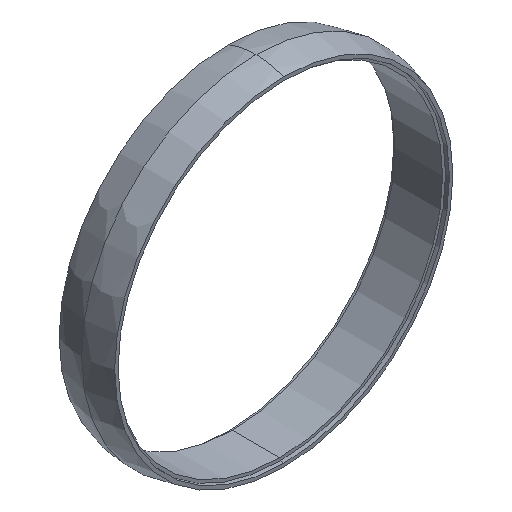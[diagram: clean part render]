
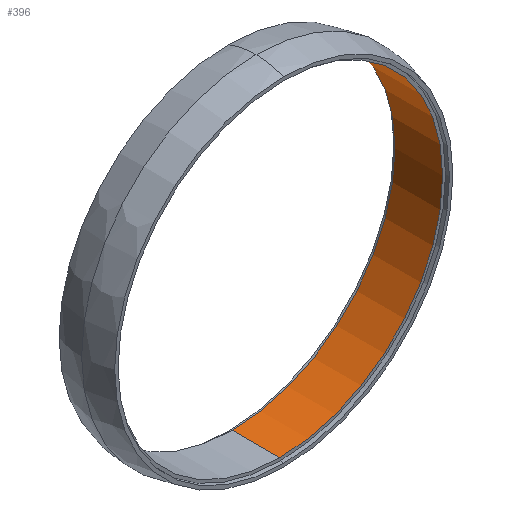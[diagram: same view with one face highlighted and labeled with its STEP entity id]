
A CAD part, isometric view. The second image highlights one B-rep face of the part: STEP entity #396.
In plain terms, the highlighted cylindrical face has radius 71.12 mm (diameter 142.24 mm), a partial arc.
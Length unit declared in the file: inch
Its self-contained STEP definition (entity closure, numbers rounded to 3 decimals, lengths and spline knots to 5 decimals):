
#4 = CARTESIAN_POINT ( 'NONE',  ( 0., 0., 0. ) ) ;
#20 = CARTESIAN_POINT ( 'NONE',  ( 0., 0.41, -2.8 ) ) ;
#30 = ORIENTED_EDGE ( 'NONE', *, *, #85, .T. ) ;
#33 = DIRECTION ( 'NONE',  ( 0., 1., 0. ) ) ;
#39 = DIRECTION ( 'NONE',  ( 0., 0., 1. ) ) ;
#40 = DIRECTION ( 'NONE',  ( 0., 1., 0. ) ) ;
#41 = VERTEX_POINT ( 'NONE', #20 ) ;
#45 = VECTOR ( 'NONE', #207, 39.37008 ) ;
#66 = CARTESIAN_POINT ( 'NONE',  ( 0., -0.41, 2.8 ) ) ;
#85 = EDGE_CURVE ( 'NONE', #208, #382, #488, .T. ) ;
#99 = ORIENTED_EDGE ( 'NONE', *, *, #350, .F. ) ;
#121 = CIRCLE ( 'NONE', #154, 2.8 ) ;
#125 = AXIS2_PLACEMENT_3D ( 'NONE', #4, #40, #39 ) ;
#146 = DIRECTION ( 'NONE',  ( 0., 0., 1. ) ) ;
#154 = AXIS2_PLACEMENT_3D ( 'NONE', #165, #440, #481 ) ;
#165 = CARTESIAN_POINT ( 'NONE',  ( 0., 0.41, 0. ) ) ;
#172 = CYLINDRICAL_SURFACE ( 'NONE', #125, 2.8 ) ;
#181 = FACE_OUTER_BOUND ( 'NONE', #216, .T. ) ;
#207 = DIRECTION ( 'NONE',  ( 0., 1., 0. ) ) ;
#208 = VERTEX_POINT ( 'NONE', #66 ) ;
#216 = EDGE_LOOP ( 'NONE', ( #99, #422, #30, #218 ) ) ;
#218 = ORIENTED_EDGE ( 'NONE', *, *, #509, .T. ) ;
#273 = AXIS2_PLACEMENT_3D ( 'NONE', #284, #377, #146 ) ;
#280 = EDGE_CURVE ( 'NONE', #208, #356, #456, .T. ) ;
#284 = CARTESIAN_POINT ( 'NONE',  ( 0., -0.41, 0. ) ) ;
#286 = LINE ( 'NONE', #505, #310 ) ;
#301 = CARTESIAN_POINT ( 'NONE',  ( 0., -0.41, -2.8 ) ) ;
#310 = VECTOR ( 'NONE', #33, 39.37008 ) ;
#350 = EDGE_CURVE ( 'NONE', #356, #41, #286, .T. ) ;
#356 = VERTEX_POINT ( 'NONE', #301 ) ;
#377 = DIRECTION ( 'NONE',  ( 0., 1., 0. ) ) ;
#382 = VERTEX_POINT ( 'NONE', #432 ) ;
#396 = ADVANCED_FACE ( 'N', ( #181 ), #172, .F. ) ;
#407 = CARTESIAN_POINT ( 'NONE',  ( 0., 0., 2.8 ) ) ;
#422 = ORIENTED_EDGE ( 'NONE', *, *, #280, .F. ) ;
#432 = CARTESIAN_POINT ( 'NONE',  ( 0., 0.41, 2.8 ) ) ;
#440 = DIRECTION ( 'NONE',  ( 0., 1., 0. ) ) ;
#456 = CIRCLE ( 'NONE', #273, 2.8 ) ;
#481 = DIRECTION ( 'NONE',  ( 0., 0., 1. ) ) ;
#488 = LINE ( 'NONE', #407, #45 ) ;
#505 = CARTESIAN_POINT ( 'NONE',  ( 0., 0., -2.8 ) ) ;
#509 = EDGE_CURVE ( 'NONE', #382, #41, #121, .T. ) ;
